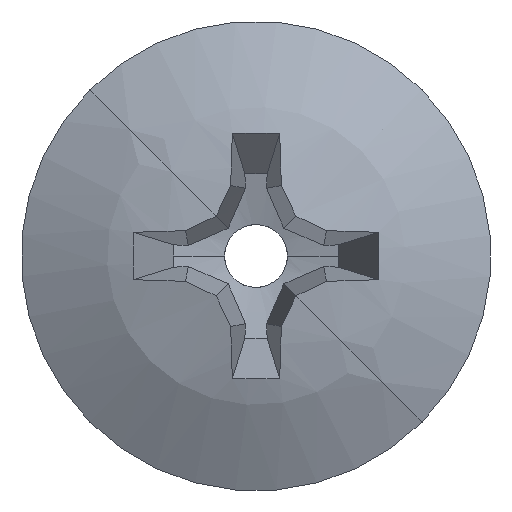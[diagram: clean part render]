
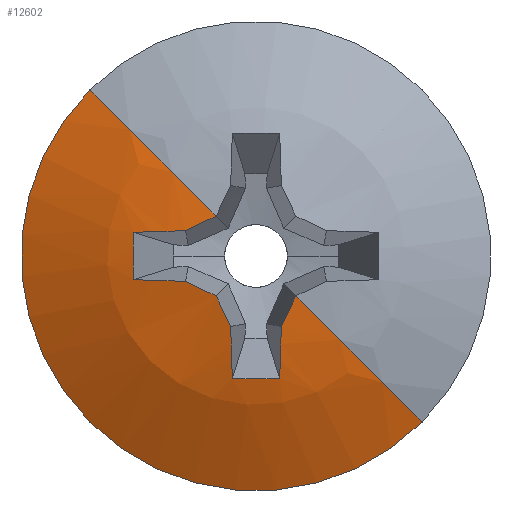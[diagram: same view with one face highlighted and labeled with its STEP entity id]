
A CAD part, left-side view. The second image highlights one B-rep face of the part: STEP entity #12602.
In plain terms, the highlighted spherical face has radius 7.673 mm.
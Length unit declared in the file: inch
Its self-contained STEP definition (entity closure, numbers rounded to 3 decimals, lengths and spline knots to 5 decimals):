
#5740=CARTESIAN_POINT('',(0.18835,0.01828,
0.01828));
#5741=DIRECTION('',(-0.144,0.7,0.7));
#5742=DIRECTION('',(-0.952,0.095,-0.29));
#5743=AXIS2_PLACEMENT_3D('',#5740,#5741,#5742);
#5745=CARTESIAN_POINT('',(-0.10763,0.,-0.03774));
#5746=CARTESIAN_POINT('',(-0.10753,0.00232,
-0.03857));
#5747=CARTESIAN_POINT('',(-0.10726,0.00694,
-0.04021));
#5748=CARTESIAN_POINT('',(-0.1067,0.01375,
-0.0426));
#5749=CARTESIAN_POINT('',(-0.10615,0.01875,
-0.04434));
#5750=CARTESIAN_POINT('',(-0.10583,0.02135,
-0.04524));
#5752=CARTESIAN_POINT('',(-0.10583,-0.02135,
-0.04524));
#5753=CARTESIAN_POINT('',(-0.10615,-0.01874,
-0.04434));
#5754=CARTESIAN_POINT('',(-0.1067,-0.01372,
-0.04259));
#5755=CARTESIAN_POINT('',(-0.10726,-0.00689,
-0.0402));
#5756=CARTESIAN_POINT('',(-0.10753,-0.0023,
-0.03856));
#5757=CARTESIAN_POINT('',(-0.10763,0.,-0.03774));
#5759=CARTESIAN_POINT('',(0.18835,-0.01828,
0.01828));
#5760=DIRECTION('',(-0.144,-0.7,0.7));
#5761=DIRECTION('',(-0.977,-0.01,-0.211));
#5762=AXIS2_PLACEMENT_3D('',#5759,#5760,#5761);
#5764=CARTESIAN_POINT('',(0.17131,0.03137,
0.03137));
#5765=DIRECTION('',(-0.424,0.64,0.64));
#5766=DIRECTION('',(-0.904,-0.262,-0.337));
#5767=AXIS2_PLACEMENT_3D('',#5764,#5765,#5766);
#5769=CARTESIAN_POINT('',(0.18835,0.01828,
-0.01828));
#5770=DIRECTION('',(-0.144,0.7,-0.7));
#5771=DIRECTION('',(-0.952,-0.29,-0.095));
#5772=AXIS2_PLACEMENT_3D('',#5769,#5770,#5771);
#5774=CARTESIAN_POINT('',(-0.10763,-0.03774,0.));
#5775=CARTESIAN_POINT('',(-0.10753,-0.03853,
-0.00221));
#5776=CARTESIAN_POINT('',(-0.10728,-0.04011,
-0.00666));
#5777=CARTESIAN_POINT('',(-0.10669,-0.04263,
-0.01382));
#5778=CARTESIAN_POINT('',(-0.10615,-0.04436,
-0.01879));
#5779=CARTESIAN_POINT('',(-0.10583,-0.04524,
-0.02135));
#5781=CARTESIAN_POINT('',(0.1921,0.,0.));
#5782=DIRECTION('',(0.,0.,-1.));
#5783=DIRECTION('',(-0.854,-0.52,0.));
#5784=AXIS2_PLACEMENT_3D('',#5781,#5782,#5783);
#5786=CARTESIAN_POINT('',(-0.066,0.,0.));
#5787=DIRECTION('',(-1.,0.,0.));
#5788=DIRECTION('',(0.,1.,0.));
#5789=AXIS2_PLACEMENT_3D('',#5786,#5787,#5788);
#5791=CARTESIAN_POINT('',(0.1921,0.,0.));
#5792=DIRECTION('',(0.,0.,1.));
#5793=DIRECTION('',(-0.854,0.52,0.));
#5794=AXIS2_PLACEMENT_3D('',#5791,#5792,#5793);
#5796=CARTESIAN_POINT('',(-0.10583,0.04524,
-0.02135));
#5797=CARTESIAN_POINT('',(-0.10615,0.04436,
-0.01879));
#5798=CARTESIAN_POINT('',(-0.10669,0.04263,
-0.01382));
#5799=CARTESIAN_POINT('',(-0.10728,0.04012,
-0.00667));
#5800=CARTESIAN_POINT('',(-0.10753,0.03853,
-0.00221));
#5801=CARTESIAN_POINT('',(-0.10763,0.03774,0.));
#5803=CARTESIAN_POINT('',(0.18835,-0.01828,
-0.01828));
#5804=DIRECTION('',(0.144,0.7,0.7));
#5805=DIRECTION('',(-0.952,0.29,-0.095));
#5806=AXIS2_PLACEMENT_3D('',#5803,#5804,#5805);
#5808=CARTESIAN_POINT('',(0.17131,-0.03137,
0.03137));
#5809=DIRECTION('',(0.424,0.64,-0.64));
#5810=DIRECTION('',(-0.904,0.262,-0.337));
#5811=AXIS2_PLACEMENT_3D('',#5808,#5809,#5810);
#5922=CARTESIAN_POINT('',(-0.10763,-0.03774,0.));
#5968=CARTESIAN_POINT('',(-0.10763,0.03774,0.));
#6191=CARTESIAN_POINT('',(-0.066,0.157,0.));
#6193=VERTEX_POINT('',#6191);
#6195=CARTESIAN_POINT('',(-0.066,-0.157,0.));
#6197=VERTEX_POINT('',#6195);
#6292=VERTEX_POINT('',#5922);
#6307=VERTEX_POINT('',#5968);
#6308=CARTESIAN_POINT('',(-0.09823,0.04681,
-0.06914));
#6309=CARTESIAN_POINT('',(-0.10583,0.02135,
-0.04524));
#6310=VERTEX_POINT('',#6308);
#6311=VERTEX_POINT('',#6309);
#6312=VERTEX_POINT('',#5745);
#6313=VERTEX_POINT('',#5752);
#6314=CARTESIAN_POINT('',(-0.09823,-0.04681,
-0.06914));
#6315=VERTEX_POINT('',#6314);
#6316=CARTESIAN_POINT('',(-0.09823,-0.06914,
-0.04681));
#6317=VERTEX_POINT('',#6316);
#6318=CARTESIAN_POINT('',(-0.10583,-0.04524,
-0.02135));
#6319=VERTEX_POINT('',#6318);
#6320=VERTEX_POINT('',#5796);
#6321=CARTESIAN_POINT('',(-0.09823,0.06914,
-0.04681));
#6322=VERTEX_POINT('',#6321);
#12570=CARTESIAN_POINT('',(0.1921,0.,0.));
#12571=DIRECTION('',(1.,0.,0.));
#12572=DIRECTION('',(0.,-1.,0.));
#12573=AXIS2_PLACEMENT_3D('',#12570,#12571,#12572);
#12574=SPHERICAL_SURFACE('',#12573,0.3021);
#12576=ORIENTED_EDGE('',*,*,#12575,.T.);
#12578=ORIENTED_EDGE('',*,*,#12577,.F.);
#12580=ORIENTED_EDGE('',*,*,#12579,.F.);
#12582=ORIENTED_EDGE('',*,*,#12581,.T.);
#12584=ORIENTED_EDGE('',*,*,#12583,.T.);
#12586=ORIENTED_EDGE('',*,*,#12585,.T.);
#12588=ORIENTED_EDGE('',*,*,#12587,.F.);
#12590=ORIENTED_EDGE('',*,*,#12589,.F.);
#12591=ORIENTED_EDGE('',*,*,#12563,.F.);
#12593=ORIENTED_EDGE('',*,*,#12592,.T.);
#12595=ORIENTED_EDGE('',*,*,#12594,.F.);
#12597=ORIENTED_EDGE('',*,*,#12596,.F.);
#12599=ORIENTED_EDGE('',*,*,#12598,.F.);
#12600=EDGE_LOOP('',(#12576,#12578,#12580,#12582,#12584,#12586,#12588,#12590,
#12591,#12593,#12595,#12597,#12599));
#12601=FACE_OUTER_BOUND('',#12600,.F.);
#5744=CIRCLE('',#5743,0.30097);
#5751=B_SPLINE_CURVE_WITH_KNOTS('',3,(#5745,#5746,#5747,#5748,#5749,#5750),
.UNSPECIFIED.,.F.,.F.,(4,1,1,4),(0.,0.33333,0.66667,1.),
.UNSPECIFIED.);
#5758=B_SPLINE_CURVE_WITH_KNOTS('',3,(#5752,#5753,#5754,#5755,#5756,#5757),
.UNSPECIFIED.,.F.,.F.,(4,1,1,4),(0.,0.33333,0.66667,1.),
.UNSPECIFIED.);
#5763=CIRCLE('',#5762,0.30097);
#5768=CIRCLE('',#5767,0.2981);
#5773=CIRCLE('',#5772,0.30097);
#5780=B_SPLINE_CURVE_WITH_KNOTS('',3,(#5774,#5775,#5776,#5777,#5778,#5779),
.UNSPECIFIED.,.F.,.F.,(4,1,1,4),(0.,0.33333,0.66667,1.),
.UNSPECIFIED.);
#5785=CIRCLE('',#5784,0.3021);
#5790=CIRCLE('',#5789,0.157);
#5795=CIRCLE('',#5794,0.3021);
#5802=B_SPLINE_CURVE_WITH_KNOTS('',3,(#5796,#5797,#5798,#5799,#5800,#5801),
.UNSPECIFIED.,.F.,.F.,(4,1,1,4),(0.,0.33333,0.66667,1.),
.UNSPECIFIED.);
#5807=CIRCLE('',#5806,0.30097);
#5812=CIRCLE('',#5811,0.2981);
#12563=EDGE_CURVE('',#6193,#6197,#5790,.T.);
#12575=EDGE_CURVE('',#6310,#6311,#5744,.T.);
#12577=EDGE_CURVE('',#6312,#6311,#5751,.T.);
#12579=EDGE_CURVE('',#6313,#6312,#5758,.T.);
#12581=EDGE_CURVE('',#6313,#6315,#5763,.T.);
#12583=EDGE_CURVE('',#6315,#6317,#5768,.T.);
#12585=EDGE_CURVE('',#6317,#6319,#5773,.T.);
#12587=EDGE_CURVE('',#6292,#6319,#5780,.T.);
#12589=EDGE_CURVE('',#6197,#6292,#5785,.T.);
#12592=EDGE_CURVE('',#6193,#6307,#5795,.T.);
#12594=EDGE_CURVE('',#6320,#6307,#5802,.T.);
#12596=EDGE_CURVE('',#6322,#6320,#5807,.T.);
#12598=EDGE_CURVE('',#6310,#6322,#5812,.T.);
#12602=ADVANCED_FACE('',(#12601),#12574,.T.);
